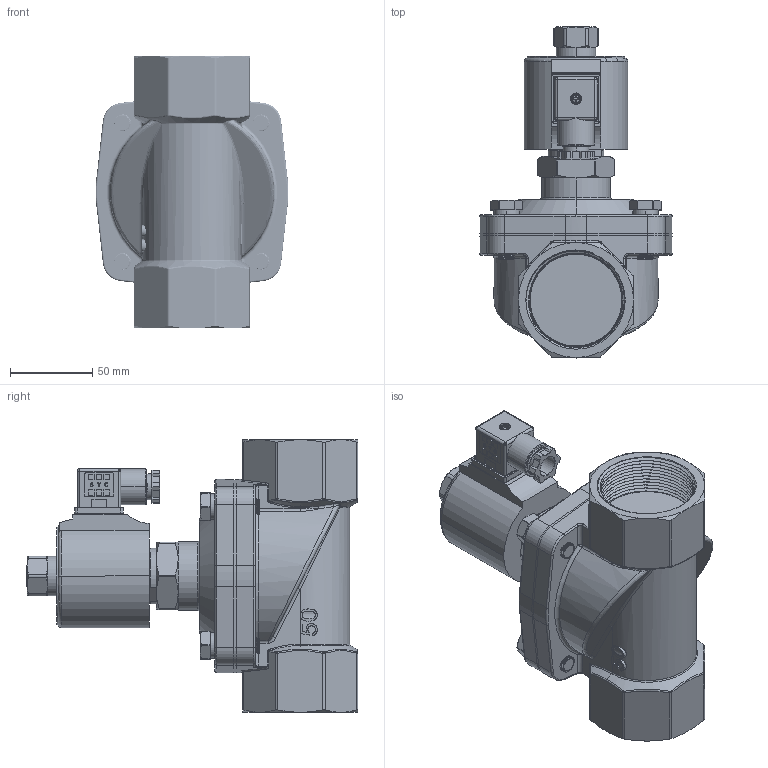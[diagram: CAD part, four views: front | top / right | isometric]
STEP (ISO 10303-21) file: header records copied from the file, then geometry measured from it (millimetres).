
FILE_DESCRIPTION (( 'STEP AP214' ), '1' );
FILE_NAME ('2SO500-2.STEP', '2018-11-08T19:30:57', ( '' ), ( '' ), 'SwSTEP 2.0', 'SolidWorks 2016', '' );
FILE_SCHEMA (( 'AUTOMOTIVE_DESIGN' ));
Length unit declared in the file: millimetre
Products named in the file (1): 2SO500-2
Bounding box: 117.42 x 201.9 x 166 mm (x, y, z)
Volume: 1125046.1 mm3; surface area: 208990.3 mm2
Topology: 24 solids, 24 shells, 1793 faces, 4883 edges, 3180 vertices
Faces by surface type: cylinder 729, plane 670, bspline 161, cone 156, torus 52, sphere 25
Entity records: 134378 total; most frequent: CARTESIAN_POINT 72962, ORIENTED_EDGE 9742, DIRECTION 7175, EDGE_CURVE 4871, VERTEX_POINT 3180, AXIS2_PLACEMENT_3D 2407, LINE 2361, VECTOR 2361
